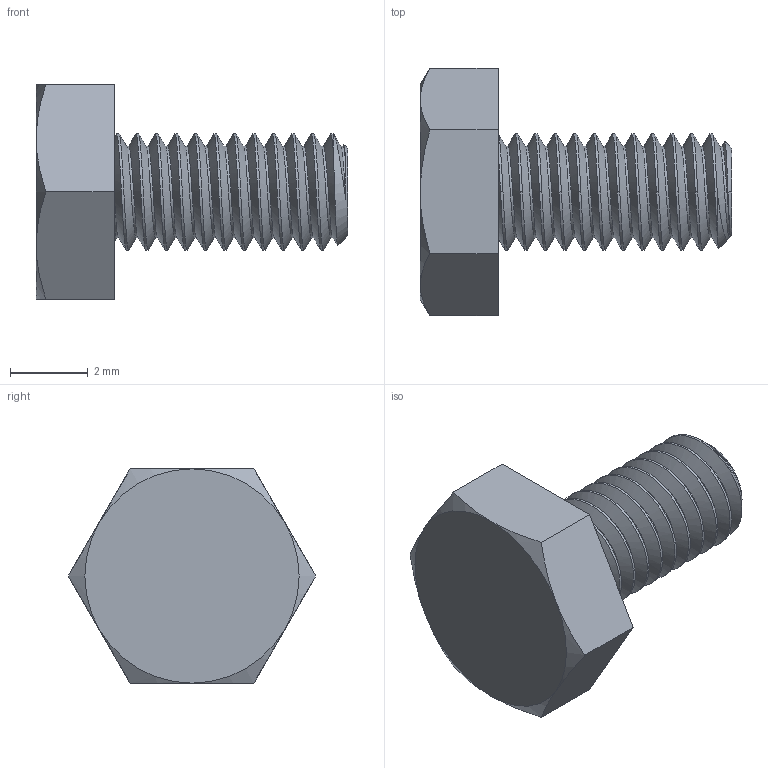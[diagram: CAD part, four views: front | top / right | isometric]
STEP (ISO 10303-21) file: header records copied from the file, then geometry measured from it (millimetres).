
FILE_DESCRIPTION (( 'STEP AP214' ), '1' );
FILE_NAME ('REV-41-1713.STEP', '2019-08-16T19:51:10', ( '' ), ( '' ), 'SwSTEP 2.0', 'SolidWorks 2018', '' );
FILE_SCHEMA (( 'AUTOMOTIVE_DESIGN' ));
Length unit declared in the file: millimetre
Products named in the file (1): REV-41-1713
Bounding box: 8 x 6.35 x 5.5 mm (x, y, z)
Volume: 85.9 mm3; surface area: 175 mm2
Topology: 1 solids, 1 shells, 44 faces, 116 edges, 75 vertices
Faces by surface type: cylinder 24, plane 9, cone 8, bspline 3
Entity records: 2904 total; most frequent: CARTESIAN_POINT 1971, ORIENTED_EDGE 232, DIRECTION 141, EDGE_CURVE 116, VERTEX_POINT 75, AXIS2_PLACEMENT_3D 52, EDGE_LOOP 45, FACE_OUTER_BOUND 44
